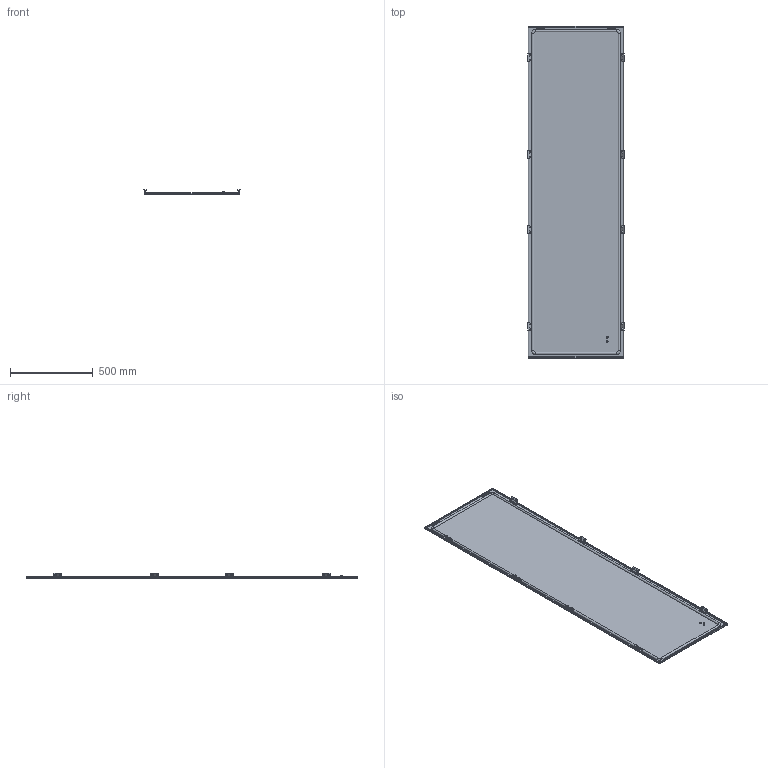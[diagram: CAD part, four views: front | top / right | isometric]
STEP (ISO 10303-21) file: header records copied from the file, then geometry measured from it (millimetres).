
FILE_DESCRIPTION (( 'STEP AP203' ), '1' );
FILE_NAME ('YKM40D-FO-SP-200-060-54 ÀÃÈÅ 275.03.000 Ïàíåëü áîêîâàÿ 2000õ600.STEP', '2020-12-15T08:51:01', ( '' ), ( '' ), 'SwSTEP 2.0', 'SolidWorks 2017', '' );
FILE_SCHEMA (( 'CONFIG_CONTROL_DESIGN' ));
Length unit declared in the file: millimetre
Products named in the file (1): YKM40D-FO-SP-200-060-54  ÀÃÈÅ 275.03.000 Ïàíåëü áîêîâàÿ 2000õ600
Bounding box: 581.68 x 2000 x 32.02 mm (x, y, z)
Volume: 2167646.9 mm3; surface area: 2727566 mm2
Topology: 38 solids, 38 shells, 1596 faces, 4033 edges, 2507 vertices
Faces by surface type: cylinder 693, plane 690, cone 185, torus 20, bspline 8
Full cylindrical faces by diameter (mm): 1 x1, 6 x8, 8 x1, 9.5 x1
Entity records: 47687 total; most frequent: DIRECTION 8738, CARTESIAN_POINT 8301, ORIENTED_EDGE 7898, EDGE_CURVE 3949, AXIS2_PLACEMENT_3D 3216, VERTEX_POINT 2491, VECTOR 2306, LINE 2306
